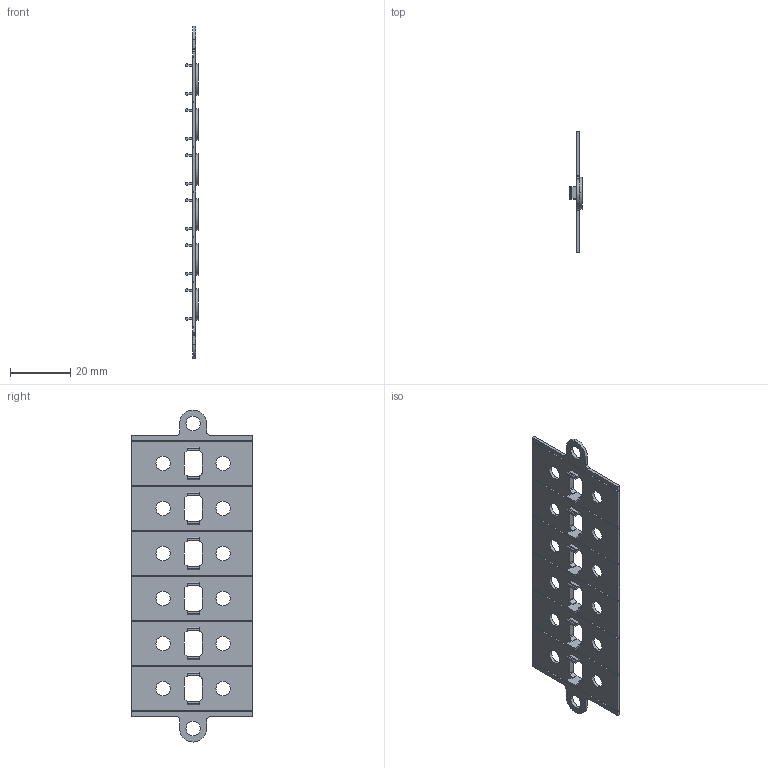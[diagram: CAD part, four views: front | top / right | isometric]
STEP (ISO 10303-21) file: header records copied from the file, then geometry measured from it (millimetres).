
FILE_DESCRIPTION((''),'2;1');
FILE_NAME('SDK16_AP_6_3D_STEP','2016-06-29T',('Frank Ludolph'),(''),'CREO PARAMETRIC BY PTC INC, 2015290','CREO PARAMETRIC BY PTC INC, 2015290','');
FILE_SCHEMA(('CONFIG_CONTROL_DESIGN'));
Length unit declared in the file: millimetre
Products named in the file (1): SDK16_AP_6_3D_STEP
Bounding box: 4.2 x 40.25 x 110.6 mm (x, y, z)
Volume: 3538.5 mm3; surface area: 8166.9 mm2
Topology: 1 solids, 1 shells, 322 faces, 984 edges, 656 vertices
Faces by surface type: plane 224, cylinder 98
Entity records: 11138 total; most frequent: ORIENTED_EDGE 1968, CARTESIAN_POINT 1962, DIRECTION 1824, EDGE_CURVE 984, VECTOR 788, LINE 788, VERTEX_POINT 656, AXIS2_PLACEMENT_3D 518
